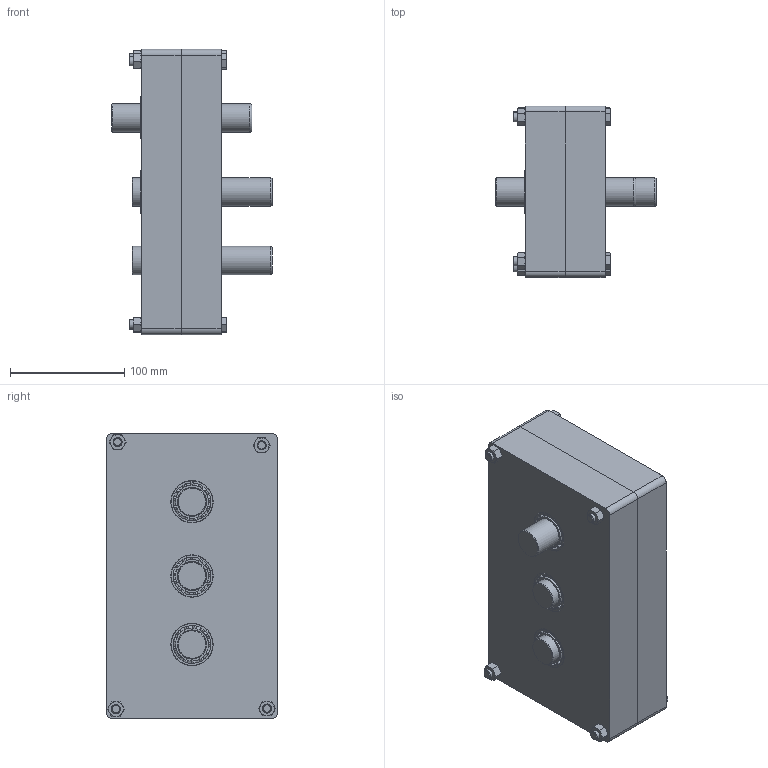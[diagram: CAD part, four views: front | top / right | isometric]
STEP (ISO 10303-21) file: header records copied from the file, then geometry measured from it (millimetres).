
FILE_DESCRIPTION(/* description */ (''),/* implementation_level */ '2;1');
FILE_NAME(/* name */ 'Assembly5.stp',/* time_stamp */ '2023-06-24T18:53:15+03:00',/* author */ ('mahmo'),/* organization */ (''),/* preprocessor_version */ 'ST-DEVELOPER v18.1',/* originating_system */ 'Autodesk Inventor 2021',/* authorisation */ '');
FILE_SCHEMA (('AUTOMOTIVE_DESIGN { 1 0 10303 214 3 1 1 }'));
Length unit declared in the file: millimetre
Products named in the file (15): Assembly5; gears_bot; Spur Gears; Spur Gear1; Spur Gear2; gears_up; Spur Gears_1; Spur Gear1_1; Spur Gear2_1; Shaft; casing_MIR; %3% BS 290 - SKF 61805; casing_MIR_MIR; ISO 4017 - M8 x 80; AS 1112 - M8  Type 8
Assembly tree (27 placements, depth 4):
  Assembly5
    gears_bot
      Spur Gears
        Spur Gear1
        Spur Gear2
    gears_up
      Spur Gears_1
        Spur Gear1_1
        Spur Gear2_1
    Shaft  x3
    %3% BS 290 - SKF 61805  x6
    casing_MIR
    casing_MIR_MIR
    ISO 4017 - M8 x 80  x4
    AS 1112 - M8  Type 8  x4
Bounding box: 141 x 150 x 250 mm (x, y, z)
Volume: 906172.1 mm3; surface area: 352808.7 mm2
Topology: 23 solids, 23 shells, 1032 faces, 3410 edges, 2287 vertices
Faces by surface type: cylinder 527, torus 189, plane 145, cone 93, sphere 78
Full cylindrical faces by diameter (mm): 6.647 x4, 8 x12, 11.63 x4, 25 x16, 28.84 x12, 33.16 x12, 35 x3, 37 x12
Entity records: 23595 total; most frequent: CARTESIAN_POINT 5239, DIRECTION 4178, ORIENTED_EDGE 3726, EDGE_CURVE 1863, AXIS2_PLACEMENT_3D 1796, VERTEX_POINT 1267, CIRCLE 1137, EDGE_LOOP 684
